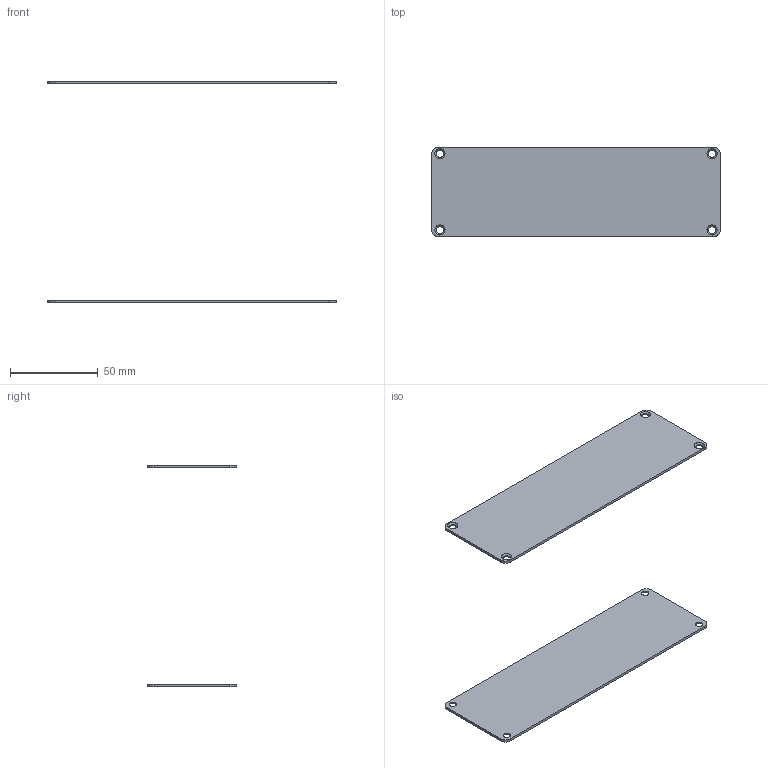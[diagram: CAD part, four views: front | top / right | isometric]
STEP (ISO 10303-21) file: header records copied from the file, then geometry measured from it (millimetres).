
FILE_DESCRIPTION(('FreeCAD Model'),'2;1');
FILE_NAME('Open CASCADE Shape Model','2022-06-09T12:39:48',('Author'),( ''),'Open CASCADE STEP processor 7.5','FreeCAD','Unknown');
FILE_SCHEMA(('AUTOMOTIVE_DESIGN { 1 0 10303 214 1 1 1 1 }'));
Length unit declared in the file: millimetre
Products named in the file (2): T End Plate; T End Plate001
Bounding box: 165 x 51.13 x 126.6 mm (x, y, z)
Volume: 25057.9 mm3; surface area: 34862.1 mm2
Topology: 2 solids, 2 shells, 36 faces, 88 edges, 56 vertices
Faces by surface type: cylinder 16, plane 12, cone 8
Full cylindrical faces by diameter (mm): 4.191 x8
Entity records: 1139 total; most frequent: DIRECTION 202, CARTESIAN_POINT 181, ORIENTED_EDGE 176, EDGE_CURVE 88, AXIS2_PLACEMENT_3D 77, VERTEX_POINT 56, FACE_BOUND 52, EDGE_LOOP 52
